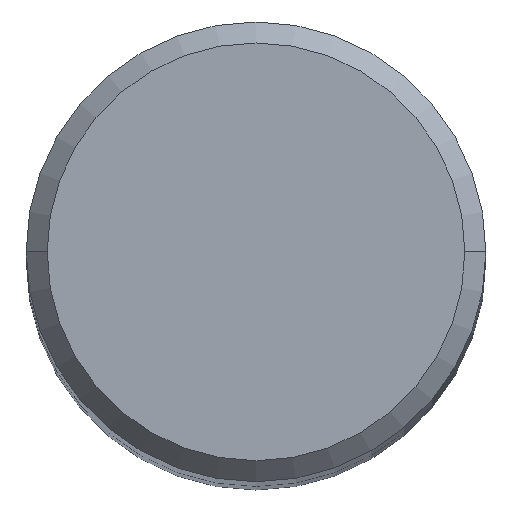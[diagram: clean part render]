
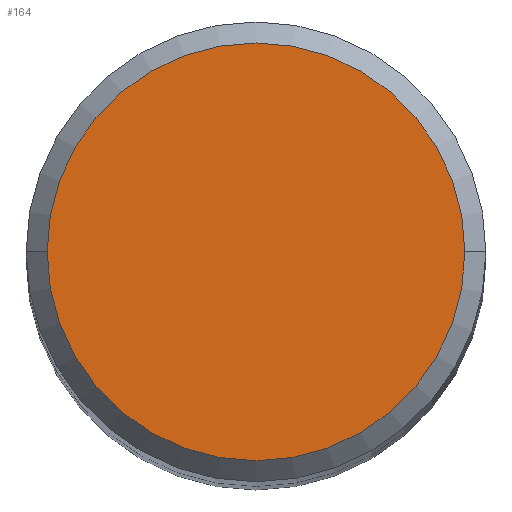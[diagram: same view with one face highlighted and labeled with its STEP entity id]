
A CAD part, top view. The second image highlights one B-rep face of the part: STEP entity #164.
In plain terms, the highlighted planar face has unit normal (0, 0, 1).
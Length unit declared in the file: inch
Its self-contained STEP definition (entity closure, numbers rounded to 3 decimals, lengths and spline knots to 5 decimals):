
#4 = DIRECTION ( 'NONE',  ( 1., 0., 0. ) ) ;
#6 = PLANE ( 'NONE',  #87 ) ;
#13 = CIRCLE ( 'NONE', #245, 0.19875 ) ;
#20 = ORIENTED_EDGE ( 'NONE', *, *, #231, .T. ) ;
#86 = CARTESIAN_POINT ( 'NONE',  ( -0.19875, 0., 0. ) ) ;
#87 = AXIS2_PLACEMENT_3D ( 'NONE', #188, #295, #206 ) ;
#156 = DIRECTION ( 'NONE',  ( 1., 0., 0. ) ) ;
#164 = ADVANCED_FACE ( 'NONE', ( #321 ), #6, .F. ) ;
#176 = EDGE_LOOP ( 'NONE', ( #360, #20 ) ) ;
#188 = CARTESIAN_POINT ( 'NONE',  ( 0., 0.19875, 0. ) ) ;
#203 = CARTESIAN_POINT ( 'NONE',  ( 0.19875, 0., 0. ) ) ;
#206 = DIRECTION ( 'NONE',  ( -1., 0., 0. ) ) ;
#231 = EDGE_CURVE ( 'NONE', #263, #284, #13, .T. ) ;
#245 = AXIS2_PLACEMENT_3D ( 'NONE', #290, #339, #156 ) ;
#248 = CIRCLE ( 'NONE', #319, 0.19875 ) ;
#263 = VERTEX_POINT ( 'NONE', #203 ) ;
#264 = DIRECTION ( 'NONE',  ( 0., 0., 1. ) ) ;
#284 = VERTEX_POINT ( 'NONE', #86 ) ;
#286 = EDGE_CURVE ( 'NONE', #284, #263, #248, .T. ) ;
#290 = CARTESIAN_POINT ( 'NONE',  ( 0., 0., 0. ) ) ;
#295 = DIRECTION ( 'NONE',  ( 0., 0., -1. ) ) ;
#315 = CARTESIAN_POINT ( 'NONE',  ( 0., 0., 0. ) ) ;
#319 = AXIS2_PLACEMENT_3D ( 'NONE', #315, #264, #4 ) ;
#321 = FACE_OUTER_BOUND ( 'NONE', #176, .T. ) ;
#339 = DIRECTION ( 'NONE',  ( 0., 0., 1. ) ) ;
#360 = ORIENTED_EDGE ( 'NONE', *, *, #286, .T. ) ;
